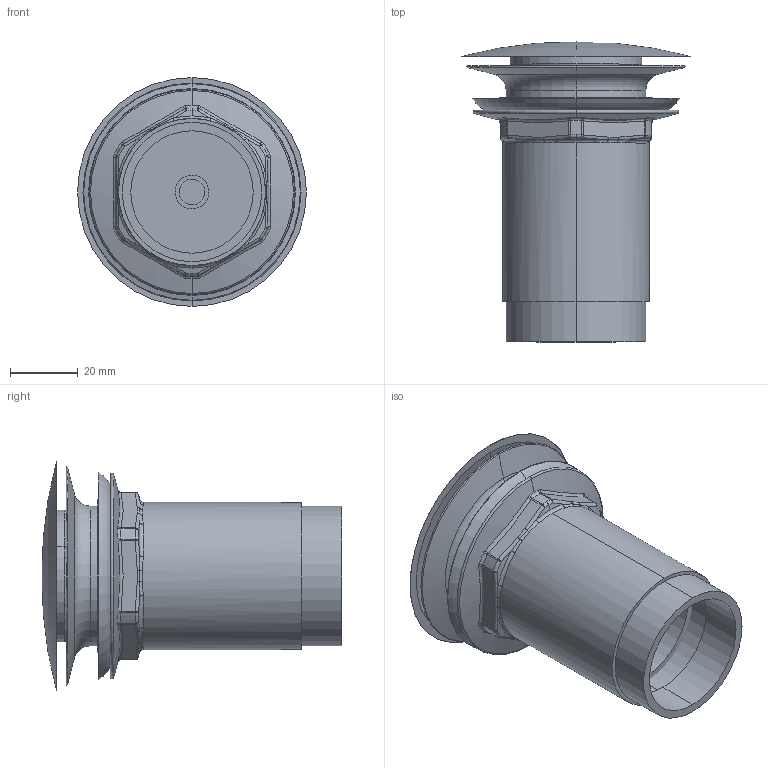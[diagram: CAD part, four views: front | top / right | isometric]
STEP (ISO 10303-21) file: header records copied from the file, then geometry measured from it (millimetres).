
FILE_DESCRIPTION (( 'STEP AP203' ), '1' );
FILE_NAME ('AAZP09545.STEP', '2024-02-06T11:02:52', ( '' ), ( '' ), 'SwSTEP 2.0', 'SolidWorks 2021', '' );
FILE_SCHEMA (( 'CONFIG_CONTROL_DESIGN' ));
Length unit declared in the file: millimetre
Products named in the file (1): AAZP09545
Bounding box: 67.69 x 88.7 x 67.69 mm (x, y, z)
Volume: 59890.9 mm3; surface area: 57106.6 mm2
Topology: 5 solids, 5 shells, 213 faces, 459 edges, 254 vertices
Faces by surface type: bspline 54, torus 51, cylinder 47, cone 31, plane 16, sphere 14
Entity records: 6633 total; most frequent: CARTESIAN_POINT 2195, DIRECTION 948, ORIENTED_EDGE 910, EDGE_CURVE 455, AXIS2_PLACEMENT_3D 435, CIRCLE 275, VERTEX_POINT 254, EDGE_LOOP 221
